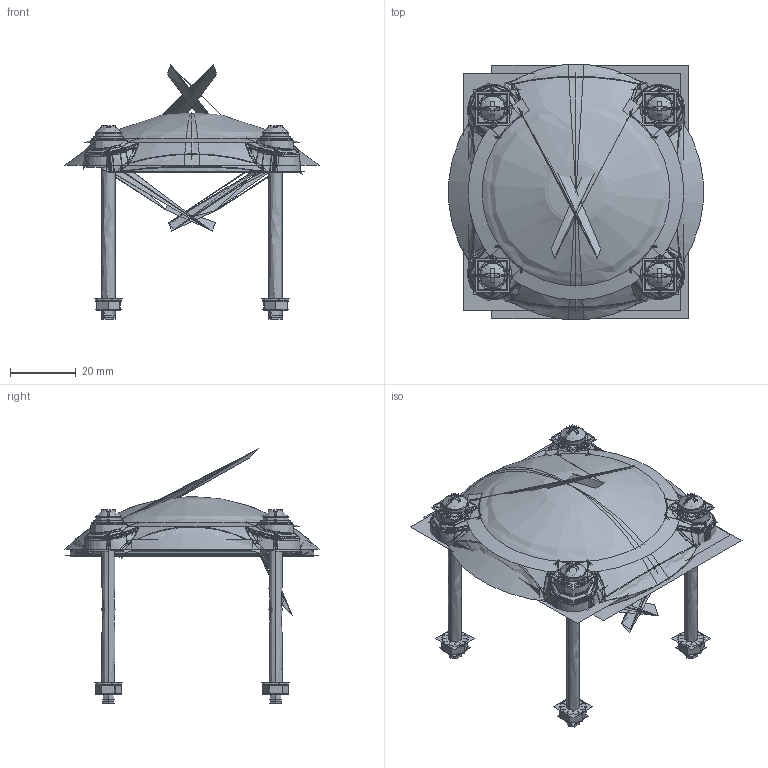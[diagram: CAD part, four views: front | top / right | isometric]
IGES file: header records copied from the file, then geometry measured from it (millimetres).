
Start section:  PTC IGES file: 214313.igs
Global section: file name: 214313.igs; native system: Creo Parametric by PTC Inc.; preprocessor: 2018300; author: pdmadmin; organization: Unknown; date: 20191010.080017; units: millimetre
Bounding box: 77.42 x 77.55 x 77.41 mm (x, y, z)
Volume: 27057.3 mm3; surface area: 100195.2 mm2
Topology: 14 solids, 14 shells, 1686 faces, 7786 edges, 9336 vertices
Faces by surface type: bspline 1352, revolution 334
